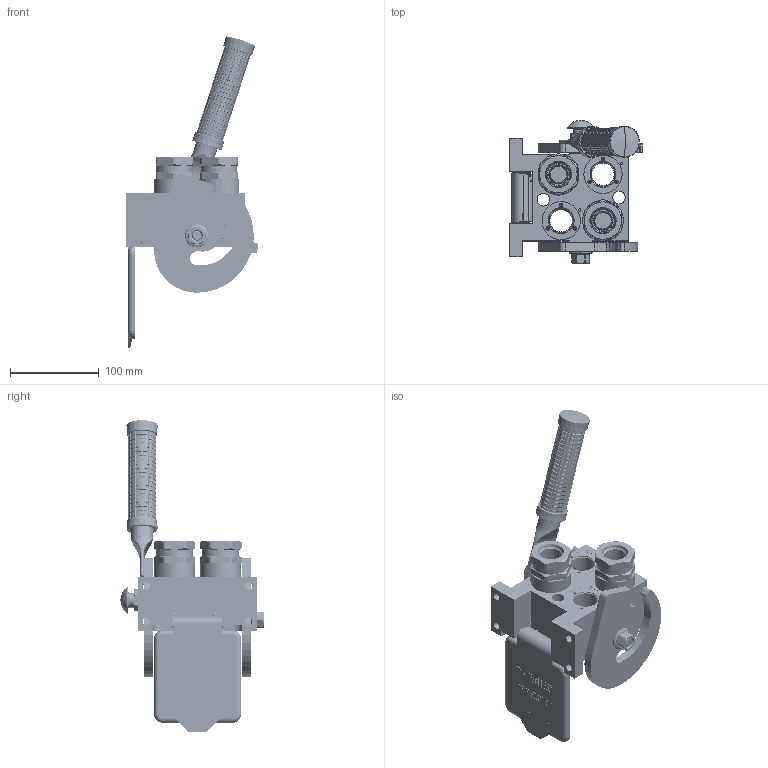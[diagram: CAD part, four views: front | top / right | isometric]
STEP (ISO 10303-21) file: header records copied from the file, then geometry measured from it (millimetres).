
FILE_DESCRIPTION (( 'STEP AP214' ), '1' );
FILE_NAME ('FASTER.step', '2025-02-25T14:10:45', ( '' ), ( '' ), 'SwSTEP 2.0', 'SolidWorks 2017', '' );
FILE_SCHEMA (( 'AUTOMOTIVE_DESIGN' ));
Length unit declared in the file: millimetre
Products named in the file (31): or2_62x17_86; 2ffnb34-34s_f; 4830_070_0000_001; FASTER; 4850_024_6001_000; 4820_001_0004_000; et011; 4850_024_6001_000_ASM; 4830_001_0005_300; 4830_025_2000_000; 4830_020_0000_033; 4850_024_5001_010; or1_5x7_m; 1540_080_0012_000; 4810_001_0001_014; P510_F_ALB_BASE; 4830_001_0005_301; 4850_024_6001_021; 4250_014_1000_000; 4830_025_0000_001; 4850_024_0000_012; 4830_025_1000_000; 4820_024_1002_011; 4850_024_6002_020; 4150_072_1000_200; sicura_p5; 4830_022_0000_011; A_2ffnb34-34s_f; curs_molla_34; 0048_042_0412_000
Assembly tree (34 placements, depth 4):
  FASTER
    P510_F_ALB_BASE
      4830_020_0000_033
      4830_025_1000_000
      4820_001_0004_000
      4810_001_0001_014
      4830_022_0000_011
      4830_070_0000_001
      4830_001_0005_300
      4830_001_0005_301
      or2_62x17_86  x2
    A_2ffnb34-34s_f  x2
      curs_molla_34
        4150_072_1000_200
        4250_014_1000_000
      2ffnb34-34s_f
        2ffnb34-34s_f
    4850_024_6001_000
      4850_024_6001_000_ASM
        4850_024_5001_010
        4850_024_6001_021
        4820_024_1002_011
      sicura_p5
        4830_025_0000_001
        or1_5x7_m
        0048_042_0412_000
      4850_024_6002_020
      4850_024_0000_012
      1540_080_0012_000
      4830_025_2000_000
      or2_62x17_86  x2
    et011
Bounding box: 148.95 x 160.93 x 350 mm (x, y, z)
Volume: 247124.9 mm3; surface area: 321882.9 mm2
Topology: 23 solids, 49 shells, 4874 faces, 13101 edges, 8403 vertices
Faces by surface type: plane 2142, cylinder 1697, torus 469, bspline 269, cone 266, sphere 31
Entity records: 198222 total; most frequent: CARTESIAN_POINT 85048, ORIENTED_EDGE 24225, DIRECTION 20367, EDGE_CURVE 12208, VERTEX_POINT 7855, LINE 7187, VECTOR 7187, AXIS2_PLACEMENT_3D 6590
